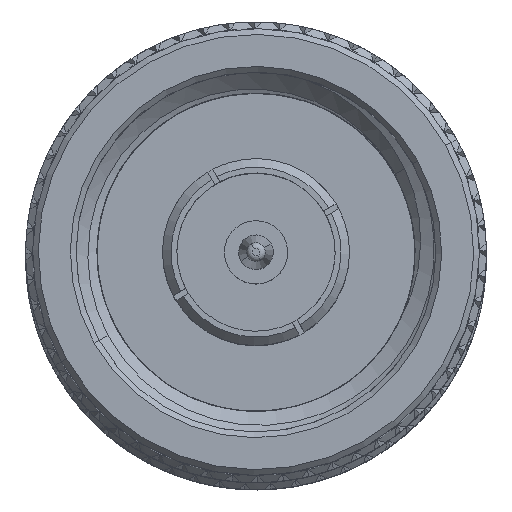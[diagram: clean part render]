
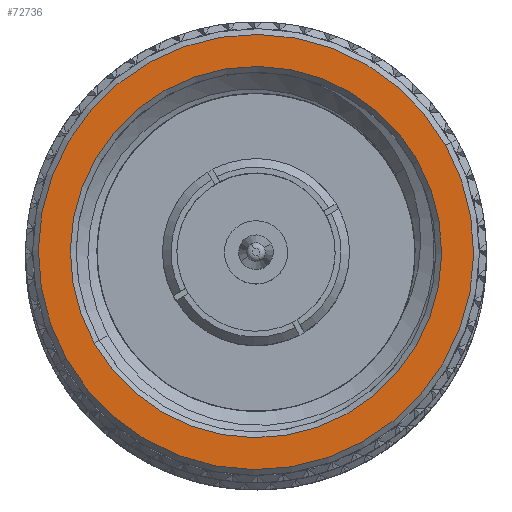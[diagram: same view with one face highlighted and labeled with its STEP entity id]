
A CAD part, top view. The second image highlights one B-rep face of the part: STEP entity #72736.
In plain terms, the highlighted face is planar.
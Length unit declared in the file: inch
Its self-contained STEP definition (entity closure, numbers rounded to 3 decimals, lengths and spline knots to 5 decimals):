
#4120 = EDGE_CURVE ( 'NONE', #28683, #82490, #54587, .T. ) ;
#4750 = DIRECTION ( 'NONE',  ( 1., 0., 0. ) ) ;
#9240 = CARTESIAN_POINT ( 'NONE',  ( 0., 0., 0.37809 ) ) ;
#18687 = CIRCLE ( 'NONE', #81731, 0.37809 ) ;
#20121 = DIRECTION ( 'NONE',  ( 0., 0., 1. ) ) ;
#20331 = DIRECTION ( 'NONE',  ( 0., 0., 1. ) ) ;
#25768 = EDGE_CURVE ( 'NONE', #82490, #28683, #88425, .T. ) ;
#27146 = FACE_BOUND ( 'NONE', #37134, .T. ) ;
#28168 = EDGE_CURVE ( 'NONE', #73176, #92032, #31919, .T. ) ;
#28683 = VERTEX_POINT ( 'NONE', #38822 ) ;
#30562 = CARTESIAN_POINT ( 'NONE',  ( 0., 0., 0. ) ) ;
#31919 = CIRCLE ( 'NONE', #94305, 0.37809 ) ;
#32847 = EDGE_CURVE ( 'NONE', #92032, #73176, #18687, .T. ) ;
#34406 = DIRECTION ( 'NONE',  ( -1., 0., 0. ) ) ;
#37134 = EDGE_LOOP ( 'NONE', ( #91600, #51941 ) ) ;
#38822 = CARTESIAN_POINT ( 'NONE',  ( 0., 0., 0.3225 ) ) ;
#39131 = DIRECTION ( 'NONE',  ( -1., 0., 0. ) ) ;
#42888 = CARTESIAN_POINT ( 'NONE',  ( 0., 0., 0. ) ) ;
#46476 = AXIS2_PLACEMENT_3D ( 'NONE', #30562, #88890, #66560 ) ;
#51941 = ORIENTED_EDGE ( 'NONE', *, *, #25768, .T. ) ;
#52477 = ORIENTED_EDGE ( 'NONE', *, *, #28168, .T. ) ;
#52809 = FACE_OUTER_BOUND ( 'NONE', #89227, .T. ) ;
#54587 = CIRCLE ( 'NONE', #46476, 0.3225 ) ;
#56340 = CARTESIAN_POINT ( 'NONE',  ( 0., 0.38809, 0. ) ) ;
#66560 = DIRECTION ( 'NONE',  ( 0., -1., 0. ) ) ;
#67171 = AXIS2_PLACEMENT_3D ( 'NONE', #42888, #4750, #87176 ) ;
#68604 = CARTESIAN_POINT ( 'NONE',  ( 0., 0., 0. ) ) ;
#72736 = ADVANCED_FACE ( 'NONE', ( #52809, #27146 ), #87197, .T. ) ;
#73176 = VERTEX_POINT ( 'NONE', #9240 ) ;
#74309 = CARTESIAN_POINT ( 'NONE',  ( 0., 0., -0.37809 ) ) ;
#79520 = DIRECTION ( 'NONE',  ( -1., 0., 0. ) ) ;
#81731 = AXIS2_PLACEMENT_3D ( 'NONE', #95543, #79520, #20331 ) ;
#82490 = VERTEX_POINT ( 'NONE', #90003 ) ;
#87176 = DIRECTION ( 'NONE',  ( 0., -1., 0. ) ) ;
#87197 = PLANE ( 'NONE',  #96891 ) ;
#88425 = CIRCLE ( 'NONE', #67171, 0.3225 ) ;
#88890 = DIRECTION ( 'NONE',  ( 1., 0., 0. ) ) ;
#89227 = EDGE_LOOP ( 'NONE', ( #93178, #52477 ) ) ;
#90003 = CARTESIAN_POINT ( 'NONE',  ( 0., 0., -0.3225 ) ) ;
#91600 = ORIENTED_EDGE ( 'NONE', *, *, #4120, .T. ) ;
#92032 = VERTEX_POINT ( 'NONE', #74309 ) ;
#92218 = DIRECTION ( 'NONE',  ( 0., 0., 1. ) ) ;
#93178 = ORIENTED_EDGE ( 'NONE', *, *, #32847, .T. ) ;
#94305 = AXIS2_PLACEMENT_3D ( 'NONE', #68604, #39131, #92218 ) ;
#95543 = CARTESIAN_POINT ( 'NONE',  ( 0., 0., 0. ) ) ;
#96891 = AXIS2_PLACEMENT_3D ( 'NONE', #56340, #34406, #20121 ) ;
